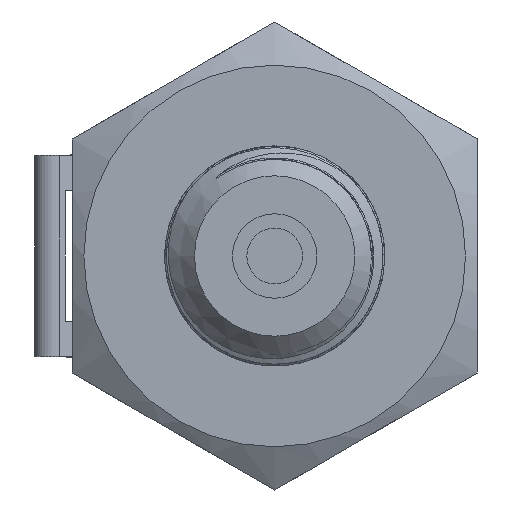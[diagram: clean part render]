
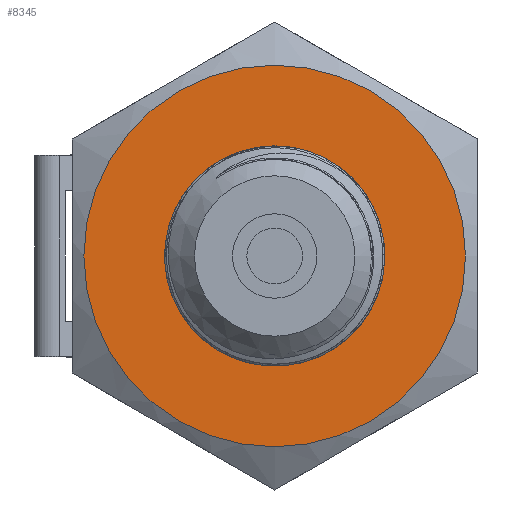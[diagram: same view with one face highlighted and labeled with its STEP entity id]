
A CAD part, left-side view. The second image highlights one B-rep face of the part: STEP entity #8345.
In plain terms, the highlighted planar face has unit normal (-1, 0, 0).
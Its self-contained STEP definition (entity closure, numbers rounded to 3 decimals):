
#402=FACE_BOUND('',#1411,.T.);
#472=PLANE('',#8779);
#901=FACE_OUTER_BOUND('',#1410,.T.);
#1410=EDGE_LOOP('',(#7113));
#1411=EDGE_LOOP('',(#7114));
#1724=CIRCLE('',#8758,11.3);
#1729=CIRCLE('',#8775,6.5);
#3954=VERTEX_POINT('',#17836);
#3972=VERTEX_POINT('',#21359);
#5032=EDGE_CURVE('',#3954,#3954,#1724,.T.);
#5066=EDGE_CURVE('',#3972,#3972,#1729,.T.);
#7113=ORIENTED_EDGE('',*,*,#5032,.T.);
#7114=ORIENTED_EDGE('',*,*,#5066,.T.);
#8345=ADVANCED_FACE('',(#901,#402),#472,.T.);
#8758=AXIS2_PLACEMENT_3D('',#17838,#9818,#9819);
#8775=AXIS2_PLACEMENT_3D('',#21360,#9860,#9861);
#8779=AXIS2_PLACEMENT_3D('',#21366,#9868,#9869);
#9818=DIRECTION('center_axis',(-1.,0.,0.));
#9819=DIRECTION('ref_axis',(0.,1.,0.));
#9860=DIRECTION('center_axis',(1.,0.,0.));
#9861=DIRECTION('ref_axis',(0.,0.,-1.));
#9868=DIRECTION('center_axis',(-1.,0.,0.));
#9869=DIRECTION('ref_axis',(0.,0.,1.));
#17836=CARTESIAN_POINT('',(15.,-11.3,0.));
#17838=CARTESIAN_POINT('Origin',(15.,0.,0.));
#21359=CARTESIAN_POINT('',(15.,0.,6.5));
#21360=CARTESIAN_POINT('Origin',(15.,0.,0.));
#21366=CARTESIAN_POINT('Origin',(15.,12.,0.));
